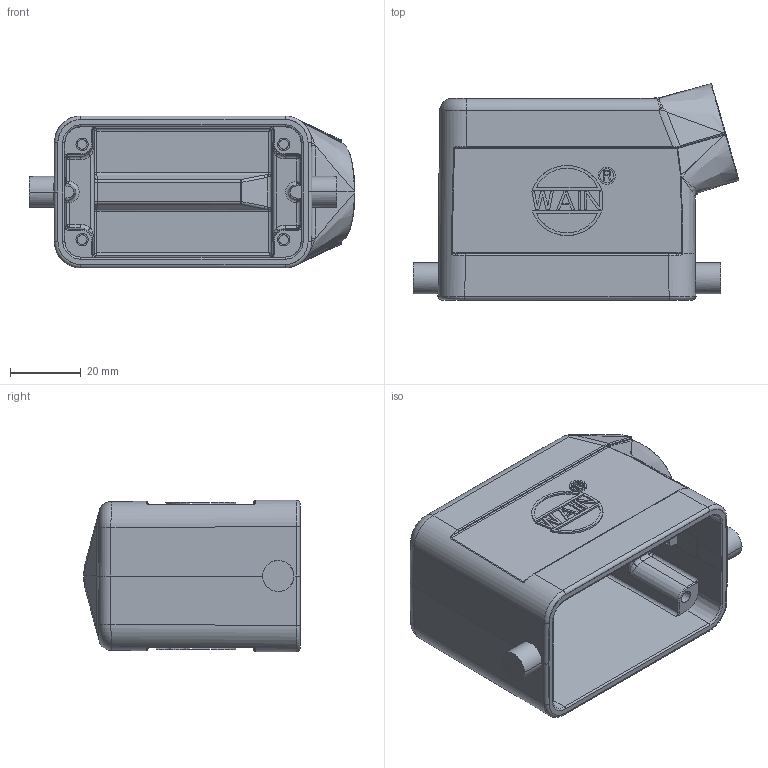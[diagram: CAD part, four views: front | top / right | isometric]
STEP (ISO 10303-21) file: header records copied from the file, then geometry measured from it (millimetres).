
FILE_DESCRIPTION(/* description */ (''),/* implementation_level */ '2;1');
FILE_NAME(/* name */ '3D_1240105151010_HV10B-SE-2B-PG16_V1.1.stp',/* time_stamp */ '2023-12-27T16:55:36+08:00',/* author */ (''),/* organization */ (''),/* preprocessor_version */ 'ST-DEVELOPER v18.1',/* originating_system */ 'SIEMENS PLM Software NX 1980',/* authorisation */ '');
FILE_SCHEMA (('AUTOMOTIVE_DESIGN { 1 0 10303 214 3 1 1 1 }'));
Length unit declared in the file: millimetre
Products named in the file (1): 145928E8C21Faz6i
Bounding box: 92.11 x 61.21 x 42.98 mm (x, y, z)
Volume: 56860 mm3; surface area: 31139.3 mm2
Topology: 1 solids, 1 shells, 593 faces, 1468 edges, 906 vertices
Faces by surface type: plane 258, cylinder 165, torus 65, bspline 53, cone 26, sphere 17, extrusion 8, revolution 1
Entity records: 20400 total; most frequent: CARTESIAN_POINT 7385, ORIENTED_EDGE 2918, DIRECTION 2315, EDGE_CURVE 1459, VERTEX_POINT 906, AXIS2_PLACEMENT_3D 783, VECTOR 748, LINE 740
